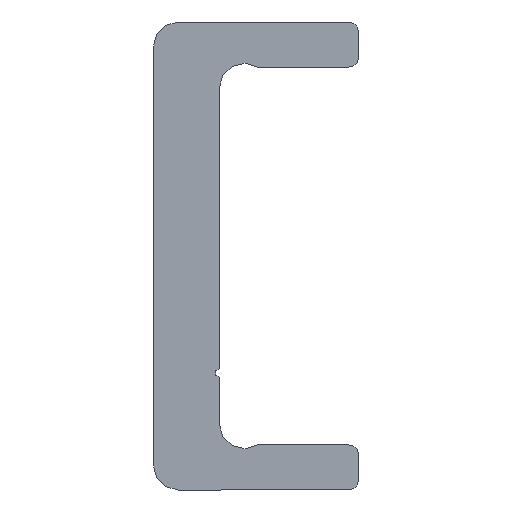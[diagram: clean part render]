
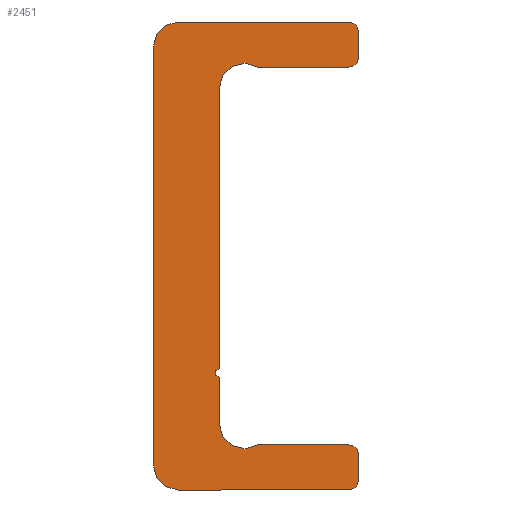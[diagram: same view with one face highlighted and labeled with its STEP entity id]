
A CAD part, left-side view. The second image highlights one B-rep face of the part: STEP entity #2451.
In plain terms, the highlighted planar face has unit normal (-1, 0, 0).
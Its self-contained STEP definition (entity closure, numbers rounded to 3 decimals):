
#1667=CARTESIAN_POINT('',(0.0,2.2,10.03));
#1668=VERTEX_POINT('',#1667);
#1675=CARTESIAN_POINT('',(0.0,2.2,-6.75));
#1676=VERTEX_POINT('',#1675);
#1677=CARTESIAN_POINT('',(0.0,2.2,10.03));
#1678=DIRECTION('',(0.0,0.0,-1.0));
#1679=VECTOR('',#1678,16.78);
#1680=LINE('',#1677,#1679);
#1681=EDGE_CURVE('',#1668,#1676,#1680,.T.);
#1805=CARTESIAN_POINT('',(0.0,-0.098,11.3));
#1806=VERTEX_POINT('',#1805);
#1813=CARTESIAN_POINT('',(0.0,0.7,10.03));
#1814=DIRECTION('',(-1.0,0.0,0.0));
#1815=DIRECTION('',(0.0,-1.0,0.0));
#1816=AXIS2_PLACEMENT_3D('',#1813,#1814,#1815);
#1817=CIRCLE('',#1816,1.5);
#1818=EDGE_CURVE('',#1806,#1668,#1817,.T.);
#1837=CARTESIAN_POINT('',(0.0,-5.55,11.3));
#1838=VERTEX_POINT('',#1837);
#1845=CARTESIAN_POINT('',(0.0,-5.55,11.3));
#1846=DIRECTION('',(0.0,1.0,0.0));
#1847=VECTOR('',#1846,5.452);
#1848=LINE('',#1845,#1847);
#1849=EDGE_CURVE('',#1838,#1806,#1848,.T.);
#1869=CARTESIAN_POINT('',(0.0,-6.15,11.9));
#1870=VERTEX_POINT('',#1869);
#1877=CARTESIAN_POINT('',(0.0,-5.55,11.9));
#1878=DIRECTION('',(1.0,0.0,0.0));
#1879=DIRECTION('',(0.0,-1.0,0.0));
#1880=AXIS2_PLACEMENT_3D('',#1877,#1878,#1879);
#1881=CIRCLE('',#1880,0.6);
#1882=EDGE_CURVE('',#1870,#1838,#1881,.T.);
#1901=CARTESIAN_POINT('',(0.0,-6.15,13.4));
#1902=VERTEX_POINT('',#1901);
#1909=CARTESIAN_POINT('',(0.0,-6.15,13.4));
#1910=DIRECTION('',(0.0,0.0,-1.0));
#1911=VECTOR('',#1910,1.5);
#1912=LINE('',#1909,#1911);
#1913=EDGE_CURVE('',#1902,#1870,#1912,.T.);
#1933=CARTESIAN_POINT('',(0.0,-5.55,14.));
#1934=VERTEX_POINT('',#1933);
#1941=CARTESIAN_POINT('',(0.0,-5.55,13.4));
#1942=DIRECTION('',(1.0,0.0,0.0));
#1943=DIRECTION('',(0.0,0.0,1.0));
#1944=AXIS2_PLACEMENT_3D('',#1941,#1942,#1943);
#1945=CIRCLE('',#1944,0.6);
#1946=EDGE_CURVE('',#1934,#1902,#1945,.T.);
#1965=CARTESIAN_POINT('',(0.0,4.65,14.));
#1966=VERTEX_POINT('',#1965);
#1973=CARTESIAN_POINT('',(0.0,4.65,14.));
#1974=DIRECTION('',(0.0,-1.0,0.0));
#1975=VECTOR('',#1974,10.2);
#1976=LINE('',#1973,#1975);
#1977=EDGE_CURVE('',#1966,#1934,#1976,.T.);
#1997=CARTESIAN_POINT('',(0.0,6.15,12.5));
#1998=VERTEX_POINT('',#1997);
#2005=CARTESIAN_POINT('',(0.0,4.65,12.5));
#2006=DIRECTION('',(1.0,0.0,0.0));
#2007=DIRECTION('',(0.0,1.0,0.0));
#2008=AXIS2_PLACEMENT_3D('',#2005,#2006,#2007);
#2009=CIRCLE('',#2008,1.5);
#2010=EDGE_CURVE('',#1998,#1966,#2009,.T.);
#2029=CARTESIAN_POINT('',(0.0,6.15,-12.5));
#2030=VERTEX_POINT('',#2029);
#2037=CARTESIAN_POINT('',(0.0,6.15,-12.5));
#2038=DIRECTION('',(0.0,0.0,1.0));
#2039=VECTOR('',#2038,25.);
#2040=LINE('',#2037,#2039);
#2041=EDGE_CURVE('',#2030,#1998,#2040,.T.);
#2160=CARTESIAN_POINT('',(0.0,4.65,-14.));
#2161=VERTEX_POINT('',#2160);
#2168=CARTESIAN_POINT('',(0.0,4.65,-12.5));
#2169=DIRECTION('',(1.0,0.0,0.0));
#2170=DIRECTION('',(0.0,0.0,-1.0));
#2171=AXIS2_PLACEMENT_3D('',#2168,#2169,#2170);
#2172=CIRCLE('',#2171,1.5);
#2173=EDGE_CURVE('',#2161,#2030,#2172,.T.);
#2192=CARTESIAN_POINT('',(0.0,-5.55,-14.));
#2193=VERTEX_POINT('',#2192);
#2200=CARTESIAN_POINT('',(0.0,-5.55,-14.));
#2201=DIRECTION('',(0.0,1.0,0.0));
#2202=VECTOR('',#2201,10.2);
#2203=LINE('',#2200,#2202);
#2204=EDGE_CURVE('',#2193,#2161,#2203,.T.);
#2224=CARTESIAN_POINT('',(0.0,-6.15,-13.4));
#2225=VERTEX_POINT('',#2224);
#2232=CARTESIAN_POINT('',(0.0,-5.55,-13.4));
#2233=DIRECTION('',(1.0,0.0,0.0));
#2234=DIRECTION('',(0.0,-1.0,0.0));
#2235=AXIS2_PLACEMENT_3D('',#2232,#2233,#2234);
#2236=CIRCLE('',#2235,0.6);
#2237=EDGE_CURVE('',#2225,#2193,#2236,.T.);
#2256=CARTESIAN_POINT('',(0.0,-6.15,-11.9));
#2257=VERTEX_POINT('',#2256);
#2264=CARTESIAN_POINT('',(0.0,-6.15,-11.9));
#2265=DIRECTION('',(0.0,0.0,-1.0));
#2266=VECTOR('',#2265,1.5);
#2267=LINE('',#2264,#2266);
#2268=EDGE_CURVE('',#2257,#2225,#2267,.T.);
#2288=CARTESIAN_POINT('',(0.0,-5.55,-11.3));
#2289=VERTEX_POINT('',#2288);
#2296=CARTESIAN_POINT('',(0.0,-5.55,-11.9));
#2297=DIRECTION('',(1.0,0.0,0.0));
#2298=DIRECTION('',(0.0,0.0,1.0));
#2299=AXIS2_PLACEMENT_3D('',#2296,#2297,#2298);
#2300=CIRCLE('',#2299,0.6);
#2301=EDGE_CURVE('',#2289,#2257,#2300,.T.);
#2320=CARTESIAN_POINT('',(0.0,-0.098,-11.3));
#2321=VERTEX_POINT('',#2320);
#2328=CARTESIAN_POINT('',(0.0,-0.098,-11.3));
#2329=DIRECTION('',(0.0,-1.0,0.0));
#2330=VECTOR('',#2329,5.452);
#2331=LINE('',#2328,#2330);
#2332=EDGE_CURVE('',#2321,#2289,#2331,.T.);
#2352=CARTESIAN_POINT('',(0.0,2.2,-10.03));
#2353=VERTEX_POINT('',#2352);
#2360=CARTESIAN_POINT('',(0.0,0.7,-10.03));
#2361=DIRECTION('',(-1.0,0.0,0.0));
#2362=DIRECTION('',(0.0,0.532,0.847));
#2363=AXIS2_PLACEMENT_3D('',#2360,#2361,#2362);
#2364=CIRCLE('',#2363,1.5);
#2365=EDGE_CURVE('',#2353,#2321,#2364,.T.);
#2384=CARTESIAN_POINT('',(0.0,2.2,-7.25));
#2385=VERTEX_POINT('',#2384);
#2392=CARTESIAN_POINT('',(0.0,2.2,-7.25));
#2393=DIRECTION('',(0.0,0.0,-1.0));
#2394=VECTOR('',#2393,2.78);
#2395=LINE('',#2392,#2394);
#2396=EDGE_CURVE('',#2385,#2353,#2395,.T.);
#2415=CARTESIAN_POINT('',(0.0,2.2,-7.));
#2416=DIRECTION('',(-1.0,0.0,0.0));
#2417=DIRECTION('',(0.0,0.0,1.0));
#2418=AXIS2_PLACEMENT_3D('',#2415,#2416,#2417);
#2419=CIRCLE('',#2418,0.25);
#2420=EDGE_CURVE('',#1676,#2385,#2419,.T.);
#2426=CARTESIAN_POINT('',(0.0,1.611,-0.021));
#2427=DIRECTION('',(1.0,0.0,0.0));
#2428=DIRECTION('',(0.0,0.0,-1.0));
#2429=AXIS2_PLACEMENT_3D('',#2426,#2427,#2428);
#2430=PLANE('',#2429);
#2431=ORIENTED_EDGE('',*,*,#2420,.F.);
#2432=ORIENTED_EDGE('',*,*,#1681,.F.);
#2433=ORIENTED_EDGE('',*,*,#1818,.F.);
#2434=ORIENTED_EDGE('',*,*,#1849,.F.);
#2435=ORIENTED_EDGE('',*,*,#1882,.F.);
#2436=ORIENTED_EDGE('',*,*,#1913,.F.);
#2437=ORIENTED_EDGE('',*,*,#1946,.F.);
#2438=ORIENTED_EDGE('',*,*,#1977,.F.);
#2439=ORIENTED_EDGE('',*,*,#2010,.F.);
#2440=ORIENTED_EDGE('',*,*,#2041,.F.);
#2441=ORIENTED_EDGE('',*,*,#2173,.F.);
#2442=ORIENTED_EDGE('',*,*,#2204,.F.);
#2443=ORIENTED_EDGE('',*,*,#2237,.F.);
#2444=ORIENTED_EDGE('',*,*,#2268,.F.);
#2445=ORIENTED_EDGE('',*,*,#2301,.F.);
#2446=ORIENTED_EDGE('',*,*,#2332,.F.);
#2447=ORIENTED_EDGE('',*,*,#2365,.F.);
#2448=ORIENTED_EDGE('',*,*,#2396,.F.);
#2449=EDGE_LOOP('',(#2431,#2432,#2433,#2434,#2435,#2436,#2437,#2438,#2439,#2440,#2441,#2442,#2443,#2444,#2445,#2446,#2447,#2448));
#2450=FACE_OUTER_BOUND('',#2449,.T.);
#2451=ADVANCED_FACE('',(#2450),#2430,.F.);
